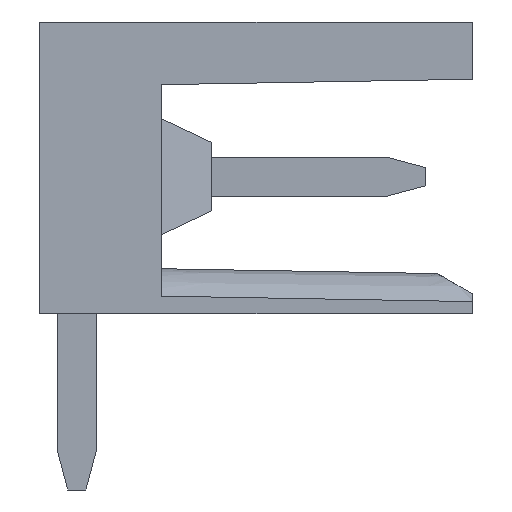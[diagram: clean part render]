
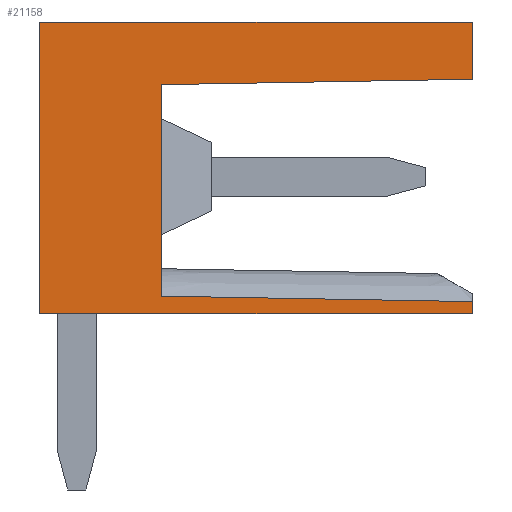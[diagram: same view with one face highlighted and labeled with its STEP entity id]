
A CAD part, left-side view. The second image highlights one B-rep face of the part: STEP entity #21158.
In plain terms, the highlighted planar face has unit normal (-1, 0, 0).
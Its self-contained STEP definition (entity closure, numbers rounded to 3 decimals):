
#21129=AXIS2_PLACEMENT_3D('Plane Axis2P3D',#21126,#21127,#21128) ;
#829=CARTESIAN_POINT('Vertex',(0.,11.05,11.95)) ;
#832=CARTESIAN_POINT('Line Origine',(0.,5.525,11.95)) ;
#836=CARTESIAN_POINT('Vertex',(0.,0.,11.95)) ;
#2636=CARTESIAN_POINT('Vertex',(0.,7.95,10.35)) ;
#2639=CARTESIAN_POINT('Line Origine',(0.,7.95,7.65)) ;
#2643=CARTESIAN_POINT('Vertex',(0.,7.95,4.95)) ;
#4512=CARTESIAN_POINT('Vertex',(0.,11.05,4.5)) ;
#4515=CARTESIAN_POINT('Line Origine',(0.,11.05,8.225)) ;
#7776=CARTESIAN_POINT('Vertex',(0.,0.,4.811)) ;
#7779=CARTESIAN_POINT('Line Origine',(0.,0.,4.656)) ;
#7783=CARTESIAN_POINT('Vertex',(0.,0.,4.5)) ;
#7885=CARTESIAN_POINT('Line Origine',(0.,5.525,4.5)) ;
#21126=CARTESIAN_POINT('Axis2P3D Location',(0.,0.,1.3)) ;
#21131=CARTESIAN_POINT('Line Origine',(0.,0.,11.219)) ;
#21135=CARTESIAN_POINT('Vertex',(0.,0.,10.489)) ;
#21138=CARTESIAN_POINT('Line Origine',(0.,3.975,4.881)) ;
#21143=CARTESIAN_POINT('Line Origine',(0.,3.975,10.419)) ;
#833=DIRECTION('Vector Direction',(0.,-1.,0.)) ;
#2640=DIRECTION('Vector Direction',(0.,0.,1.)) ;
#4516=DIRECTION('Vector Direction',(0.,0.,1.)) ;
#7780=DIRECTION('Vector Direction',(0.,0.,-1.)) ;
#7886=DIRECTION('Vector Direction',(0.,1.,0.)) ;
#21127=DIRECTION('Axis2P3D Direction',(-1.,0.,0.)) ;
#21128=DIRECTION('Axis2P3D XDirection',(0.,-1.,0.)) ;
#21132=DIRECTION('Vector Direction',(0.,0.,-1.)) ;
#21139=DIRECTION('Vector Direction',(0.,1.,0.017)) ;
#21144=DIRECTION('Vector Direction',(0.,1.,-0.017)) ;
#834=VECTOR('Line Direction',#833,1.) ;
#2641=VECTOR('Line Direction',#2640,1.) ;
#4517=VECTOR('Line Direction',#4516,1.) ;
#7781=VECTOR('Line Direction',#7780,1.) ;
#7887=VECTOR('Line Direction',#7886,1.) ;
#21133=VECTOR('Line Direction',#21132,1.) ;
#21140=VECTOR('Line Direction',#21139,1.) ;
#21145=VECTOR('Line Direction',#21144,1.) ;
#21149=ORIENTED_EDGE('',*,*,#21137,.T.) ;
#21150=ORIENTED_EDGE('',*,*,#838,.T.) ;
#21151=ORIENTED_EDGE('',*,*,#4519,.T.) ;
#21152=ORIENTED_EDGE('',*,*,#7889,.T.) ;
#21153=ORIENTED_EDGE('',*,*,#7785,.T.) ;
#21154=ORIENTED_EDGE('',*,*,#21142,.F.) ;
#21155=ORIENTED_EDGE('',*,*,#2645,.F.) ;
#21156=ORIENTED_EDGE('',*,*,#21147,.F.) ;
#21158=ADVANCED_FACE('HOUSING',(#21157),#21130,.T.) ;
#838=EDGE_CURVE('',#837,#830,#835,.F.) ;
#2645=EDGE_CURVE('',#2637,#2644,#2642,.F.) ;
#4519=EDGE_CURVE('',#830,#4513,#4518,.F.) ;
#7785=EDGE_CURVE('',#7784,#7777,#7782,.F.) ;
#7889=EDGE_CURVE('',#4513,#7784,#7888,.F.) ;
#21137=EDGE_CURVE('',#21136,#837,#21134,.F.) ;
#21142=EDGE_CURVE('',#2644,#7777,#21141,.F.) ;
#21147=EDGE_CURVE('',#21136,#2637,#21146,.T.) ;
#21148=EDGE_LOOP('',(#21149,#21150,#21151,#21152,#21153,#21154,#21155,#21156)) ;
#21157=FACE_OUTER_BOUND('',#21148,.T.) ;
#835=LINE('Line',#832,#834) ;
#2642=LINE('Line',#2639,#2641) ;
#4518=LINE('Line',#4515,#4517) ;
#7782=LINE('Line',#7779,#7781) ;
#7888=LINE('Line',#7885,#7887) ;
#21134=LINE('Line',#21131,#21133) ;
#21141=LINE('Line',#21138,#21140) ;
#21146=LINE('Line',#21143,#21145) ;
#21130=PLANE('',#21129) ;
#830=VERTEX_POINT('',#829) ;
#837=VERTEX_POINT('',#836) ;
#2637=VERTEX_POINT('',#2636) ;
#2644=VERTEX_POINT('',#2643) ;
#4513=VERTEX_POINT('',#4512) ;
#7777=VERTEX_POINT('',#7776) ;
#7784=VERTEX_POINT('',#7783) ;
#21136=VERTEX_POINT('',#21135) ;
